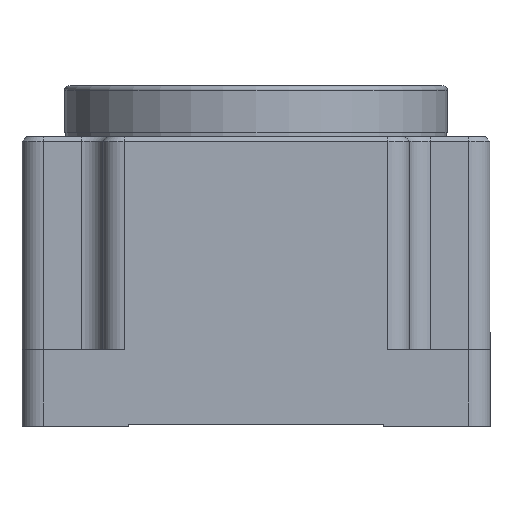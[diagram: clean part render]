
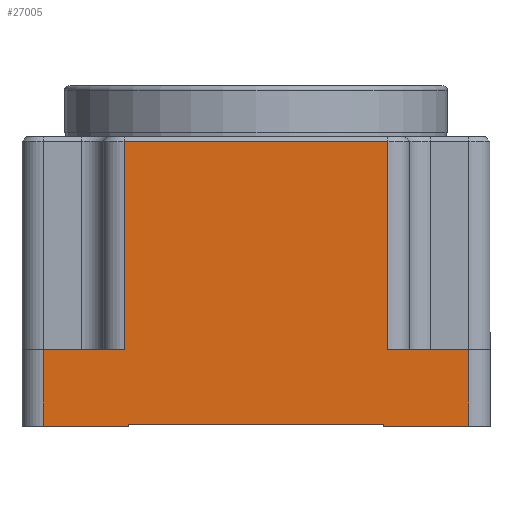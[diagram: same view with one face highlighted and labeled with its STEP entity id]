
A CAD part, left-side view. The second image highlights one B-rep face of the part: STEP entity #27005.
In plain terms, the highlighted planar face has unit normal (-1, 0, 0).
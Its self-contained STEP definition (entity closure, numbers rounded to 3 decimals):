
#37 = EDGE_CURVE ( 'NONE', #5908, #12385, #32805, .T. ) ;
#464 = CARTESIAN_POINT ( 'NONE',  ( -55., 50., 18. ) ) ;
#818 = VECTOR ( 'NONE', #28548, 1000. ) ;
#831 = VECTOR ( 'NONE', #13695, 1000. ) ;
#1513 = DIRECTION ( 'NONE',  ( 0., -1., 0. ) ) ;
#1531 = CARTESIAN_POINT ( 'NONE',  ( -55., -55., 18. ) ) ;
#1556 = LINE ( 'NONE', #1531, #19861 ) ;
#3057 = VECTOR ( 'NONE', #32741, 1000. ) ;
#3100 = ORIENTED_EDGE ( 'NONE', *, *, #37, .T. ) ;
#4777 = CARTESIAN_POINT ( 'NONE',  ( -55., -30., 0.5 ) ) ;
#4815 = VERTEX_POINT ( 'NONE', #18642 ) ;
#5332 = VECTOR ( 'NONE', #16617, 1000. ) ;
#5908 = VERTEX_POINT ( 'NONE', #4777 ) ;
#6232 = VECTOR ( 'NONE', #34399, 1000. ) ;
#6868 = CARTESIAN_POINT ( 'NONE',  ( -55., 50., 0. ) ) ;
#7146 = DIRECTION ( 'NONE',  ( 0., -1., 0. ) ) ;
#7194 = CARTESIAN_POINT ( 'NONE',  ( -55., -55., 0. ) ) ;
#7245 = LINE ( 'NONE', #7194, #14571 ) ;
#7465 = VERTEX_POINT ( 'NONE', #11385 ) ;
#8314 = EDGE_CURVE ( 'NONE', #16084, #4815, #32556, .T. ) ;
#11329 = VERTEX_POINT ( 'NONE', #30202 ) ;
#11385 = CARTESIAN_POINT ( 'NONE',  ( -55., -50., 0. ) ) ;
#12073 = ORIENTED_EDGE ( 'NONE', *, *, #18443, .F. ) ;
#12225 = EDGE_CURVE ( 'NONE', #22727, #4815, #15411, .T. ) ;
#12347 = EDGE_CURVE ( 'NONE', #5908, #16084, #13669, .T. ) ;
#12385 = VERTEX_POINT ( 'NONE', #12773 ) ;
#12773 = CARTESIAN_POINT ( 'NONE',  ( -55., -30., 0. ) ) ;
#12929 = AXIS2_PLACEMENT_3D ( 'NONE', #20832, #20798, #20790 ) ;
#13358 = EDGE_CURVE ( 'NONE', #26552, #26840, #34447, .T. ) ;
#13651 = DIRECTION ( 'NONE',  ( 0., 1., 0. ) ) ;
#13663 = CARTESIAN_POINT ( 'NONE',  ( -55., -30., 0.5 ) ) ;
#13669 = LINE ( 'NONE', #13663, #21921 ) ;
#13695 = DIRECTION ( 'NONE',  ( 0., 0., -1. ) ) ;
#13717 = CARTESIAN_POINT ( 'NONE',  ( -55., 31., 68. ) ) ;
#13753 = LINE ( 'NONE', #13717, #831 ) ;
#14403 = ORIENTED_EDGE ( 'NONE', *, *, #29734, .T. ) ;
#14447 = EDGE_LOOP ( 'NONE', ( #26188, #3100, #25208, #14403, #12073, #20986, #27916, #29680, #21357, #19358, #35672, #33663 ) ) ;
#14571 = VECTOR ( 'NONE', #7146, 1000. ) ;
#15015 = EDGE_CURVE ( 'NONE', #35363, #11329, #13753, .T. ) ;
#15359 = DIRECTION ( 'NONE',  ( 0., -1., 0. ) ) ;
#15380 = CARTESIAN_POINT ( 'NONE',  ( -55., -55., 0. ) ) ;
#15411 = LINE ( 'NONE', #15380, #17302 ) ;
#16084 = VERTEX_POINT ( 'NONE', #32159 ) ;
#16617 = DIRECTION ( 'NONE',  ( 0., 0., -1. ) ) ;
#16625 = CARTESIAN_POINT ( 'NONE',  ( -55., 50., 68. ) ) ;
#16640 = LINE ( 'NONE', #16625, #5332 ) ;
#16690 = VECTOR ( 'NONE', #32521, 1000. ) ;
#17302 = VECTOR ( 'NONE', #15359, 1000. ) ;
#18443 = EDGE_CURVE ( 'NONE', #26552, #29390, #1556, .T. ) ;
#18642 = CARTESIAN_POINT ( 'NONE',  ( -55., 30., 0. ) ) ;
#18897 = VECTOR ( 'NONE', #21424, 1000. ) ;
#19358 = ORIENTED_EDGE ( 'NONE', *, *, #24545, .T. ) ;
#19861 = VECTOR ( 'NONE', #1513, 1000. ) ;
#20790 = DIRECTION ( 'NONE',  ( 0., 0., -1. ) ) ;
#20798 = DIRECTION ( 'NONE',  ( 1., 0., 0. ) ) ;
#20832 = CARTESIAN_POINT ( 'NONE',  ( -55., -55., 68. ) ) ;
#20836 = PLANE ( 'NONE',  #12929 ) ;
#20879 = FACE_OUTER_BOUND ( 'NONE', #14447, .T. ) ;
#20986 = ORIENTED_EDGE ( 'NONE', *, *, #13358, .T. ) ;
#21183 = DIRECTION ( 'NONE',  ( 0., 1., 0. ) ) ;
#21229 = CARTESIAN_POINT ( 'NONE',  ( -55., 31., 67. ) ) ;
#21234 = LINE ( 'NONE', #21229, #35125 ) ;
#21357 = ORIENTED_EDGE ( 'NONE', *, *, #34968, .F. ) ;
#21424 = DIRECTION ( 'NONE',  ( 0., 0., 1. ) ) ;
#21432 = CARTESIAN_POINT ( 'NONE',  ( -55., -50., 68. ) ) ;
#21464 = LINE ( 'NONE', #21432, #18897 ) ;
#21921 = VECTOR ( 'NONE', #13651, 1000. ) ;
#22471 = CARTESIAN_POINT ( 'NONE',  ( -55., -31., 67. ) ) ;
#22716 = EDGE_CURVE ( 'NONE', #12385, #7465, #7245, .T. ) ;
#22727 = VERTEX_POINT ( 'NONE', #6868 ) ;
#24545 = EDGE_CURVE ( 'NONE', #34149, #22727, #16640, .T. ) ;
#24768 = CARTESIAN_POINT ( 'NONE',  ( -55., 31., 67. ) ) ;
#25208 = ORIENTED_EDGE ( 'NONE', *, *, #22716, .T. ) ;
#25653 = CARTESIAN_POINT ( 'NONE',  ( -55., -50., 18. ) ) ;
#26188 = ORIENTED_EDGE ( 'NONE', *, *, #12347, .F. ) ;
#26552 = VERTEX_POINT ( 'NONE', #26858 ) ;
#26840 = VERTEX_POINT ( 'NONE', #22471 ) ;
#26858 = CARTESIAN_POINT ( 'NONE',  ( -55., -31., 18. ) ) ;
#26968 = EDGE_CURVE ( 'NONE', #26840, #35363, #21234, .T. ) ;
#27005 = ADVANCED_FACE ( 'NONE', ( #20879 ), #20836, .F. ) ;
#27916 = ORIENTED_EDGE ( 'NONE', *, *, #26968, .T. ) ;
#28548 = DIRECTION ( 'NONE',  ( 0., -1., 0. ) ) ;
#28582 = CARTESIAN_POINT ( 'NONE',  ( -55., -55., 18. ) ) ;
#28592 = LINE ( 'NONE', #28582, #818 ) ;
#29390 = VERTEX_POINT ( 'NONE', #25653 ) ;
#29680 = ORIENTED_EDGE ( 'NONE', *, *, #15015, .T. ) ;
#29734 = EDGE_CURVE ( 'NONE', #7465, #29390, #21464, .T. ) ;
#30202 = CARTESIAN_POINT ( 'NONE',  ( -55., 31., 18. ) ) ;
#32159 = CARTESIAN_POINT ( 'NONE',  ( -55., 30., 0.5 ) ) ;
#32521 = DIRECTION ( 'NONE',  ( 0., 0., -1. ) ) ;
#32551 = CARTESIAN_POINT ( 'NONE',  ( -55., 30., 0.5 ) ) ;
#32556 = LINE ( 'NONE', #32551, #16690 ) ;
#32741 = DIRECTION ( 'NONE',  ( 0., 0., -1. ) ) ;
#32795 = CARTESIAN_POINT ( 'NONE',  ( -55., -30., 0.5 ) ) ;
#32805 = LINE ( 'NONE', #32795, #3057 ) ;
#33663 = ORIENTED_EDGE ( 'NONE', *, *, #8314, .F. ) ;
#34149 = VERTEX_POINT ( 'NONE', #464 ) ;
#34399 = DIRECTION ( 'NONE',  ( 0., 0., 1. ) ) ;
#34407 = CARTESIAN_POINT ( 'NONE',  ( -55., -31., 68. ) ) ;
#34447 = LINE ( 'NONE', #34407, #6232 ) ;
#34968 = EDGE_CURVE ( 'NONE', #34149, #11329, #28592, .T. ) ;
#35125 = VECTOR ( 'NONE', #21183, 1000. ) ;
#35363 = VERTEX_POINT ( 'NONE', #24768 ) ;
#35672 = ORIENTED_EDGE ( 'NONE', *, *, #12225, .T. ) ;
